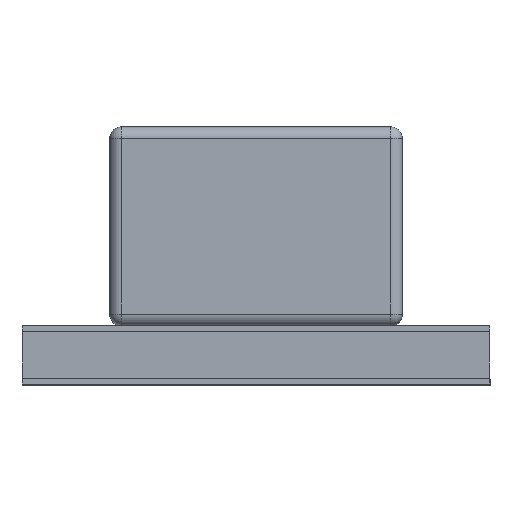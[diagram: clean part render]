
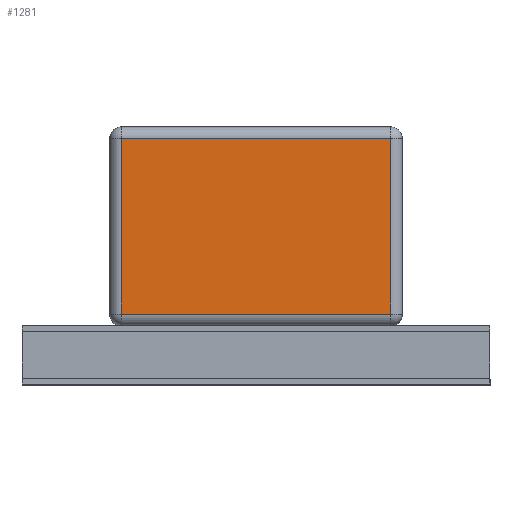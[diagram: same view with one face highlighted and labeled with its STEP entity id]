
A CAD part, top view. The second image highlights one B-rep face of the part: STEP entity #1281.
In plain terms, the highlighted planar face has unit normal (0, 0, 1).
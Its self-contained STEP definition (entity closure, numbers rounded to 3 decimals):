
#204 = EDGE_CURVE ( 'NONE', #3645, #3804, #2075, .T. ) ;
#245 = CARTESIAN_POINT ( 'NONE',  ( -0.575, 1.05, 1. ) ) ;
#431 = PLANE ( 'NONE',  #1703 ) ;
#512 = VECTOR ( 'NONE', #1815, 1000. ) ;
#610 = LINE ( 'NONE', #4452, #3078 ) ;
#873 = EDGE_CURVE ( 'NONE', #3799, #5743, #3335, .T. ) ;
#1041 = VECTOR ( 'NONE', #2971, 1000. ) ;
#1044 = VECTOR ( 'NONE', #4253, 1000. ) ;
#1251 = CARTESIAN_POINT ( 'NONE',  ( 0.575, 1.05, 1. ) ) ;
#1281 = ADVANCED_FACE ( 'NONE', ( #5706 ), #431, .F. ) ;
#1691 = DIRECTION ( 'NONE',  ( 0., -1., 0. ) ) ;
#1703 = AXIS2_PLACEMENT_3D ( 'NONE', #1779, #2811, #2324 ) ;
#1779 = CARTESIAN_POINT ( 'NONE',  ( -0.575, 3.609, 1. ) ) ;
#1815 = DIRECTION ( 'NONE',  ( 1., 0., 0. ) ) ;
#2075 = LINE ( 'NONE', #245, #1041 ) ;
#2268 = CARTESIAN_POINT ( 'NONE',  ( -0.575, 0.3, 1. ) ) ;
#2310 = CARTESIAN_POINT ( 'NONE',  ( -0.575, 0.3, 1. ) ) ;
#2324 = DIRECTION ( 'NONE',  ( -1., 0., 0. ) ) ;
#2706 = EDGE_LOOP ( 'NONE', ( #4514, #3077, #5035, #3041 ) ) ;
#2805 = CARTESIAN_POINT ( 'NONE',  ( 0.575, 3.609, 1. ) ) ;
#2811 = DIRECTION ( 'NONE',  ( 0., 0., -1. ) ) ;
#2971 = DIRECTION ( 'NONE',  ( -1., 0., 0. ) ) ;
#3041 = ORIENTED_EDGE ( 'NONE', *, *, #204, .T. ) ;
#3077 = ORIENTED_EDGE ( 'NONE', *, *, #873, .T. ) ;
#3078 = VECTOR ( 'NONE', #1691, 1000. ) ;
#3335 = LINE ( 'NONE', #2268, #512 ) ;
#3537 = EDGE_CURVE ( 'NONE', #3645, #5743, #5199, .T. ) ;
#3645 = VERTEX_POINT ( 'NONE', #1251 ) ;
#3799 = VERTEX_POINT ( 'NONE', #2310 ) ;
#3804 = VERTEX_POINT ( 'NONE', #4620 ) ;
#4253 = DIRECTION ( 'NONE',  ( 0., -1., 0. ) ) ;
#4452 = CARTESIAN_POINT ( 'NONE',  ( -0.575, 3.609, 1. ) ) ;
#4466 = EDGE_CURVE ( 'NONE', #3804, #3799, #610, .T. ) ;
#4514 = ORIENTED_EDGE ( 'NONE', *, *, #4466, .T. ) ;
#4620 = CARTESIAN_POINT ( 'NONE',  ( -0.575, 1.05, 1. ) ) ;
#5035 = ORIENTED_EDGE ( 'NONE', *, *, #3537, .F. ) ;
#5199 = LINE ( 'NONE', #2805, #1044 ) ;
#5695 = CARTESIAN_POINT ( 'NONE',  ( 0.575, 0.3, 1. ) ) ;
#5706 = FACE_OUTER_BOUND ( 'NONE', #2706, .T. ) ;
#5743 = VERTEX_POINT ( 'NONE', #5695 ) ;
